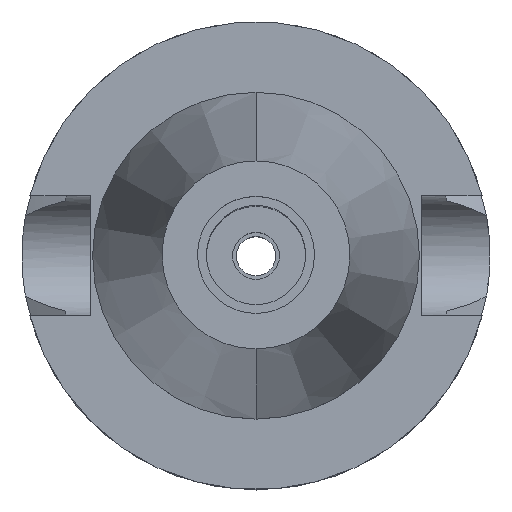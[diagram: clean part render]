
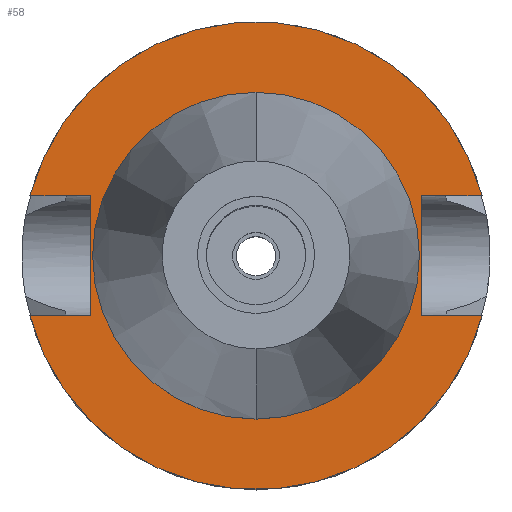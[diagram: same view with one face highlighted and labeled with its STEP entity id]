
A CAD part, top view. The second image highlights one B-rep face of the part: STEP entity #58.
In plain terms, the highlighted planar face has unit normal (0, 0, 1).
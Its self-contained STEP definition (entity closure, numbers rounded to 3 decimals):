
#17 = DIRECTION ( 'NONE',  ( 1., 0., 0. ) ) ;
#58 = ADVANCED_FACE ( 'NONE', ( #1962, #1232 ), #2675, .F. ) ;
#109 = EDGE_CURVE ( 'NONE', #2141, #149, #978, .T. ) ;
#149 = VERTEX_POINT ( 'NONE', #1637 ) ;
#173 = VECTOR ( 'NONE', #2443, 1000. ) ;
#177 = AXIS2_PLACEMENT_3D ( 'NONE', #2239, #1794, #2757 ) ;
#187 = VERTEX_POINT ( 'NONE', #619 ) ;
#269 = VERTEX_POINT ( 'NONE', #1355 ) ;
#324 = VECTOR ( 'NONE', #17, 1000. ) ;
#357 = CARTESIAN_POINT ( 'NONE',  ( 0., 0., -1.5 ) ) ;
#384 = ORIENTED_EDGE ( 'NONE', *, *, #1344, .F. ) ;
#475 = CARTESIAN_POINT ( 'NONE',  ( -48.321, 12.85, -1.5 ) ) ;
#516 = CARTESIAN_POINT ( 'NONE',  ( 35.4, -12.85, -1.5 ) ) ;
#519 = DIRECTION ( 'NONE',  ( 0., 0., 1. ) ) ;
#524 = ORIENTED_EDGE ( 'NONE', *, *, #912, .F. ) ;
#527 = CARTESIAN_POINT ( 'NONE',  ( 0., 0., -1.5 ) ) ;
#545 = ORIENTED_EDGE ( 'NONE', *, *, #721, .T. ) ;
#548 = CARTESIAN_POINT ( 'NONE',  ( -35.4, -12.85, -1.5 ) ) ;
#550 = AXIS2_PLACEMENT_3D ( 'NONE', #357, #1233, #2359 ) ;
#565 = LINE ( 'NONE', #711, #173 ) ;
#595 = CARTESIAN_POINT ( 'NONE',  ( 35.4, 12.85, -1.5 ) ) ;
#619 = CARTESIAN_POINT ( 'NONE',  ( -35.4, 12.85, -1.5 ) ) ;
#628 = CARTESIAN_POINT ( 'NONE',  ( 0., 34.925, -1.5 ) ) ;
#650 = ORIENTED_EDGE ( 'NONE', *, *, #109, .F. ) ;
#682 = EDGE_CURVE ( 'NONE', #826, #2983, #1904, .T. ) ;
#689 = CIRCLE ( 'NONE', #177, 50. ) ;
#711 = CARTESIAN_POINT ( 'NONE',  ( -35.4, -12.85, -1.5 ) ) ;
#721 = EDGE_CURVE ( 'NONE', #2909, #1953, #2258, .T. ) ;
#789 = DIRECTION ( 'NONE',  ( 0., 0., 1. ) ) ;
#794 = DIRECTION ( 'NONE',  ( -1., 0., 0. ) ) ;
#826 = VERTEX_POINT ( 'NONE', #2492 ) ;
#841 = EDGE_CURVE ( 'NONE', #2909, #187, #565, .T. ) ;
#912 = EDGE_CURVE ( 'NONE', #269, #2141, #2248, .T. ) ;
#913 = VERTEX_POINT ( 'NONE', #2214 ) ;
#947 = CARTESIAN_POINT ( 'NONE',  ( -48.321, -12.85, -1.5 ) ) ;
#967 = LINE ( 'NONE', #2002, #1253 ) ;
#978 = LINE ( 'NONE', #516, #324 ) ;
#1050 = AXIS2_PLACEMENT_3D ( 'NONE', #1775, #519, #1227 ) ;
#1054 = CARTESIAN_POINT ( 'NONE',  ( 35.4, 12.85, -1.5 ) ) ;
#1081 = EDGE_CURVE ( 'NONE', #1156, #913, #2465, .T. ) ;
#1156 = VERTEX_POINT ( 'NONE', #475 ) ;
#1227 = DIRECTION ( 'NONE',  ( 0., -1., 0. ) ) ;
#1232 = FACE_BOUND ( 'NONE', #1343, .T. ) ;
#1233 = DIRECTION ( 'NONE',  ( 0., 0., -1. ) ) ;
#1253 = VECTOR ( 'NONE', #794, 1000. ) ;
#1255 = CARTESIAN_POINT ( 'NONE',  ( 0., 0., -1.5 ) ) ;
#1284 = ORIENTED_EDGE ( 'NONE', *, *, #1796, .T. ) ;
#1287 = CARTESIAN_POINT ( 'NONE',  ( 35.4, -12.85, -1.5 ) ) ;
#1343 = EDGE_LOOP ( 'NONE', ( #1519, #1871 ) ) ;
#1344 = EDGE_CURVE ( 'NONE', #149, #1953, #689, .T. ) ;
#1355 = CARTESIAN_POINT ( 'NONE',  ( 35.4, 12.85, -1.5 ) ) ;
#1484 = DIRECTION ( 'NONE',  ( 0., 0., -1. ) ) ;
#1519 = ORIENTED_EDGE ( 'NONE', *, *, #2099, .F. ) ;
#1573 = AXIS2_PLACEMENT_3D ( 'NONE', #1255, #789, #2411 ) ;
#1620 = EDGE_CURVE ( 'NONE', #187, #1156, #967, .T. ) ;
#1637 = CARTESIAN_POINT ( 'NONE',  ( 48.321, -12.85, -1.5 ) ) ;
#1667 = CIRCLE ( 'NONE', #1573, 34.925 ) ;
#1775 = CARTESIAN_POINT ( 'NONE',  ( 0., 0., -1.5 ) ) ;
#1794 = DIRECTION ( 'NONE',  ( 0., 0., -1. ) ) ;
#1796 = EDGE_CURVE ( 'NONE', #269, #913, #3037, .T. ) ;
#1848 = CARTESIAN_POINT ( 'NONE',  ( -35.4, -12.85, -1.5 ) ) ;
#1871 = ORIENTED_EDGE ( 'NONE', *, *, #682, .F. ) ;
#1904 = CIRCLE ( 'NONE', #1050, 34.925 ) ;
#1953 = VERTEX_POINT ( 'NONE', #947 ) ;
#1955 = DIRECTION ( 'NONE',  ( -1., 0., 0. ) ) ;
#1962 = FACE_OUTER_BOUND ( 'NONE', #2988, .T. ) ;
#2002 = CARTESIAN_POINT ( 'NONE',  ( -35.4, 12.85, -1.5 ) ) ;
#2099 = EDGE_CURVE ( 'NONE', #2983, #826, #1667, .T. ) ;
#2141 = VERTEX_POINT ( 'NONE', #1287 ) ;
#2168 = VECTOR ( 'NONE', #2998, 1000. ) ;
#2214 = CARTESIAN_POINT ( 'NONE',  ( 48.321, 12.85, -1.5 ) ) ;
#2239 = CARTESIAN_POINT ( 'NONE',  ( 0., 0., -1.5 ) ) ;
#2248 = LINE ( 'NONE', #595, #2866 ) ;
#2258 = LINE ( 'NONE', #548, #2315 ) ;
#2315 = VECTOR ( 'NONE', #1955, 1000. ) ;
#2359 = DIRECTION ( 'NONE',  ( 0., 1., 0. ) ) ;
#2411 = DIRECTION ( 'NONE',  ( 0., 1., 0. ) ) ;
#2443 = DIRECTION ( 'NONE',  ( 0., 1., 0. ) ) ;
#2452 = DIRECTION ( 'NONE',  ( 0., -1., 0. ) ) ;
#2465 = CIRCLE ( 'NONE', #550, 50. ) ;
#2492 = CARTESIAN_POINT ( 'NONE',  ( 0., -34.925, -1.5 ) ) ;
#2614 = ORIENTED_EDGE ( 'NONE', *, *, #1620, .F. ) ;
#2675 = PLANE ( 'NONE',  #3046 ) ;
#2757 = DIRECTION ( 'NONE',  ( 0., -1., 0. ) ) ;
#2825 = DIRECTION ( 'NONE',  ( 0., -1., 0. ) ) ;
#2866 = VECTOR ( 'NONE', #2825, 1000. ) ;
#2909 = VERTEX_POINT ( 'NONE', #1848 ) ;
#2983 = VERTEX_POINT ( 'NONE', #628 ) ;
#2988 = EDGE_LOOP ( 'NONE', ( #545, #384, #650, #524, #1284, #3067, #2614, #3001 ) ) ;
#2998 = DIRECTION ( 'NONE',  ( 1., 0., 0. ) ) ;
#3001 = ORIENTED_EDGE ( 'NONE', *, *, #841, .F. ) ;
#3037 = LINE ( 'NONE', #1054, #2168 ) ;
#3046 = AXIS2_PLACEMENT_3D ( 'NONE', #527, #1484, #2452 ) ;
#3067 = ORIENTED_EDGE ( 'NONE', *, *, #1081, .F. ) ;
